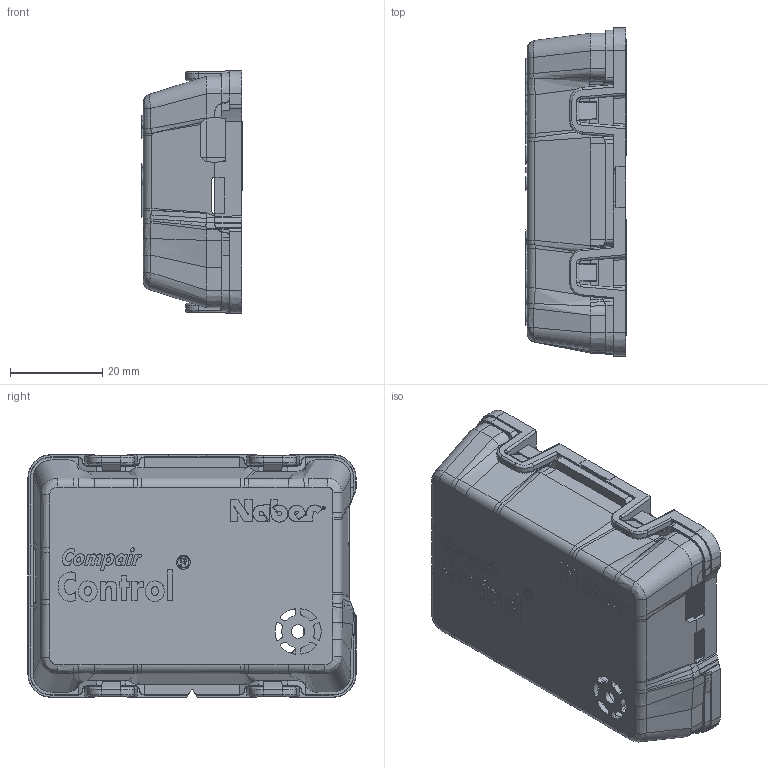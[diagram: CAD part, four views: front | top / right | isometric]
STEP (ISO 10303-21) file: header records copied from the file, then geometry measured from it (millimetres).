
FILE_DESCRIPTION(('STEP AP203'),'1');
FILE_NAME('4043081_V_ Copair Control.STP','2019-11-22T11:06:51',(' '),(' '),'Spatial InterOp 3D',' ',' ');
FILE_SCHEMA(('CONFIG_CONTROL_DESIGN'));
Length unit declared in the file: millimetre
Products named in the file (1): 1
Bounding box: 21.65 x 70.97 x 52.47 mm (x, y, z)
Surface area: 21587.9 mm2 (no closed solid volume)
Topology: 0 solids, 1 shells, 1776 faces, 5086 edges, 3298 vertices
Faces by surface type: cylinder 763, plane 647, bspline 231, cone 105, offset 15, sphere 12, extrusion 3
Entity records: 92761 total; most frequent: CARTESIAN_POINT 47225, ORIENTED_EDGE 10130, DIRECTION 8986, EDGE_CURVE 5065, VERTEX_POINT 3304, AXIS2_PLACEMENT_3D 3168, VECTOR 2650, LINE 2647
